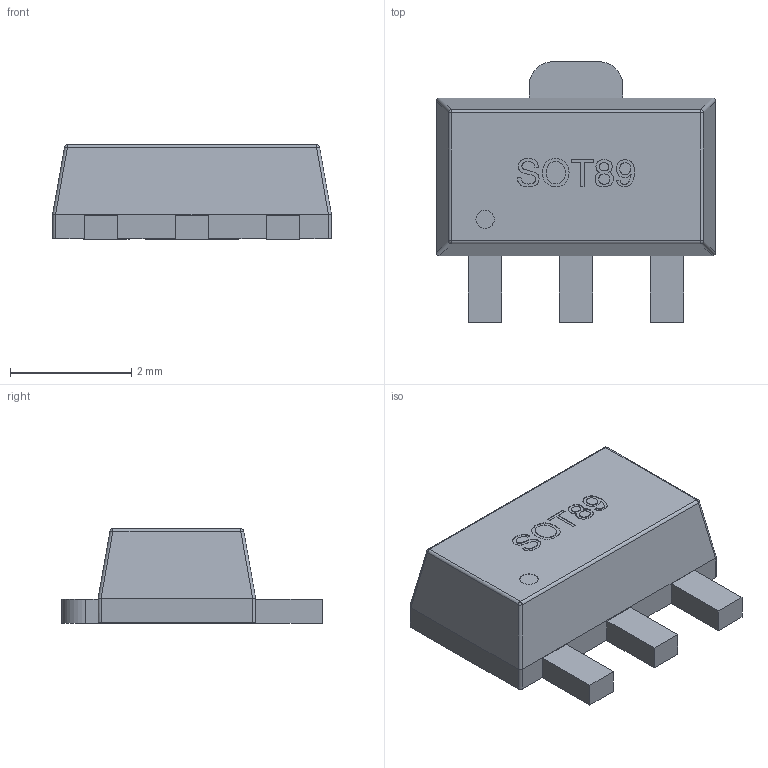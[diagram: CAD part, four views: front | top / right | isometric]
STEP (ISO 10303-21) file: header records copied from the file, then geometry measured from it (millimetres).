
FILE_DESCRIPTION (( 'STEP AP214' ), '1' );
FILE_NAME ('SOT89.STEP', '2016-09-16T15:21:27', ( '' ), ( '' ), 'SwSTEP 2.0', 'SolidWorks 2015', '' );
FILE_SCHEMA (( 'AUTOMOTIVE_DESIGN' ));
Length unit declared in the file: millimetre
Products named in the file (3): SOT89; LOGOԲ0.25
Assembly tree (2 placements, depth 2):
  SOT89
    SOT89
    LOGOԲ0.25
Bounding box: 4.6 x 4.3 x 1.56 mm (x, y, z)
Volume: 18 mm3; surface area: 51.4 mm2
Topology: 15 solids, 15 shells, 231 faces, 557 edges, 366 vertices
Faces by surface type: plane 116, bspline 79, cylinder 32, sphere 4
Entity records: 12666 total; most frequent: CARTESIAN_POINT 5054, ORIENTED_EDGE 1114, DIRECTION 757, EDGE_CURVE 557, VERTEX_POINT 366, LINE 331, VECTOR 331, EDGE_LOOP 253
